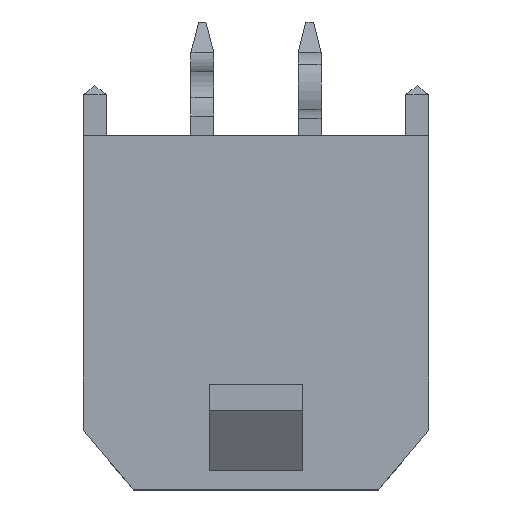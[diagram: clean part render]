
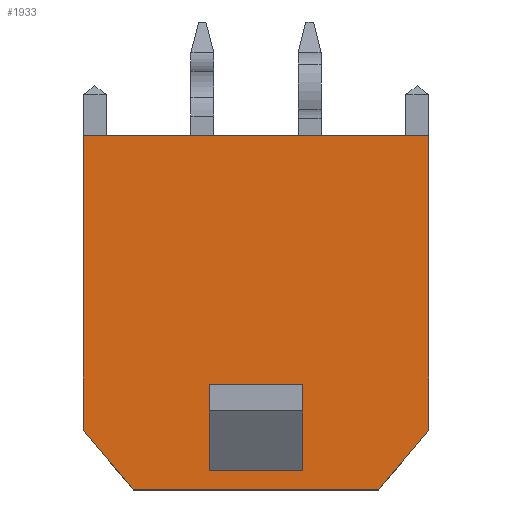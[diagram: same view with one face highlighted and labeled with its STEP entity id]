
A CAD part, top view. The second image highlights one B-rep face of the part: STEP entity #1933.
In plain terms, the highlighted planar face has unit normal (0, 0, 1).
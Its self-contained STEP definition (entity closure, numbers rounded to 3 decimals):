
#34=FACE_BOUND('',#203,.T.);
#79=FACE_OUTER_BOUND('',#202,.T.);
#202=EDGE_LOOP('',(#1407,#1408,#1409,#1410,#1411,#1412));
#203=EDGE_LOOP('',(#1413,#1414,#1415,#1416));
#336=LINE('',#2849,#589);
#366=LINE('',#2905,#619);
#398=LINE('',#2969,#651);
#401=LINE('',#2975,#654);
#402=LINE('',#2977,#655);
#416=LINE('',#3003,#669);
#417=LINE('',#3006,#670);
#418=LINE('',#3008,#671);
#419=LINE('',#3010,#672);
#420=LINE('',#3011,#673);
#589=VECTOR('',#2287,1.);
#619=VECTOR('',#2327,1.);
#651=VECTOR('',#2365,1.);
#654=VECTOR('',#2370,1.);
#655=VECTOR('',#2373,1.);
#669=VECTOR('',#2389,1.);
#670=VECTOR('',#2390,1.);
#671=VECTOR('',#2391,1.);
#672=VECTOR('',#2392,1.);
#673=VECTOR('',#2393,1.);
#866=VERTEX_POINT('',#2846);
#867=VERTEX_POINT('',#2848);
#888=VERTEX_POINT('',#2904);
#914=VERTEX_POINT('',#2962);
#917=VERTEX_POINT('',#2967);
#918=VERTEX_POINT('',#2971);
#931=VERTEX_POINT('',#3004);
#932=VERTEX_POINT('',#3005);
#933=VERTEX_POINT('',#3007);
#934=VERTEX_POINT('',#3009);
#1038=EDGE_CURVE('',#867,#866,#336,.T.);
#1068=EDGE_CURVE('',#867,#888,#366,.T.);
#1100=EDGE_CURVE('',#917,#914,#398,.T.);
#1103=EDGE_CURVE('',#888,#918,#401,.T.);
#1104=EDGE_CURVE('',#918,#917,#402,.T.);
#1118=EDGE_CURVE('',#866,#914,#416,.T.);
#1119=EDGE_CURVE('',#931,#932,#417,.T.);
#1120=EDGE_CURVE('',#932,#933,#418,.T.);
#1121=EDGE_CURVE('',#934,#933,#419,.T.);
#1122=EDGE_CURVE('',#931,#934,#420,.T.);
#1407=ORIENTED_EDGE('',*,*,#1103,.F.);
#1408=ORIENTED_EDGE('',*,*,#1068,.F.);
#1409=ORIENTED_EDGE('',*,*,#1038,.T.);
#1410=ORIENTED_EDGE('',*,*,#1118,.T.);
#1411=ORIENTED_EDGE('',*,*,#1100,.F.);
#1412=ORIENTED_EDGE('',*,*,#1104,.F.);
#1413=ORIENTED_EDGE('',*,*,#1119,.T.);
#1414=ORIENTED_EDGE('',*,*,#1120,.T.);
#1415=ORIENTED_EDGE('',*,*,#1121,.F.);
#1416=ORIENTED_EDGE('',*,*,#1122,.F.);
#1829=PLANE('',#2087);
#1933=ADVANCED_FACE('',(#79,#34),#1829,.T.);
#2087=AXIS2_PLACEMENT_3D('',#3002,#2387,#2388);
#2287=DIRECTION('',(-1.,0.,0.));
#2327=DIRECTION('',(0.,-1.,0.));
#2365=DIRECTION('',(-0.643,0.766,0.));
#2370=DIRECTION('',(-0.643,-0.766,0.));
#2373=DIRECTION('',(-1.,0.,0.));
#2387=DIRECTION('center_axis',(0.,0.,1.));
#2388=DIRECTION('ref_axis',(1.,0.,0.));
#2389=DIRECTION('',(0.,-1.,0.));
#2390=DIRECTION('',(-1.,0.,0.));
#2391=DIRECTION('',(0.,1.,0.));
#2392=DIRECTION('',(-1.,0.,0.));
#2393=DIRECTION('',(0.,1.,0.));
#2846=CARTESIAN_POINT('',(-4.825,9.9,3.86));
#2848=CARTESIAN_POINT('',(4.825,9.9,3.86));
#2849=CARTESIAN_POINT('',(4.825,9.9,3.86));
#2904=CARTESIAN_POINT('',(4.825,1.668,3.86));
#2905=CARTESIAN_POINT('',(4.825,9.9,3.86));
#2962=CARTESIAN_POINT('',(-4.825,1.668,3.86));
#2967=CARTESIAN_POINT('',(-3.425,0.,3.86));
#2969=CARTESIAN_POINT('',(-3.425,0.,3.86));
#2971=CARTESIAN_POINT('',(3.425,0.,3.86));
#2975=CARTESIAN_POINT('',(4.825,1.668,3.86));
#2977=CARTESIAN_POINT('',(4.825,0.,3.86));
#3002=CARTESIAN_POINT('Origin',(4.825,9.9,3.86));
#3003=CARTESIAN_POINT('',(-4.825,9.9,3.86));
#3004=CARTESIAN_POINT('',(1.3,0.54,3.86));
#3005=CARTESIAN_POINT('',(-1.3,0.54,3.86));
#3006=CARTESIAN_POINT('',(1.3,0.54,3.86));
#3007=CARTESIAN_POINT('',(-1.3,2.95,3.86));
#3008=CARTESIAN_POINT('',(-1.3,0.54,3.86));
#3009=CARTESIAN_POINT('',(1.3,2.95,3.86));
#3010=CARTESIAN_POINT('',(1.3,2.95,3.86));
#3011=CARTESIAN_POINT('',(1.3,0.54,3.86));
